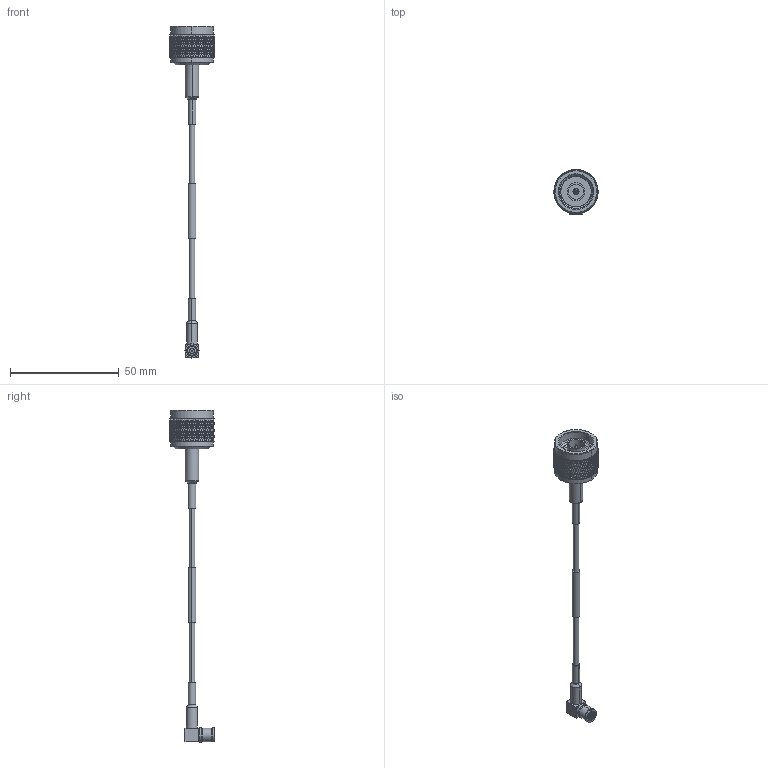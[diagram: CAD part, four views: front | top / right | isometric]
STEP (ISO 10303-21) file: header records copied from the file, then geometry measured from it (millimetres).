
FILE_DESCRIPTION (( 'STEP AP214' ), '1' );
FILE_NAME ('FMC00479.step', '2021-04-29T22:00:50', ( '' ), ( '' ), 'SwSTEP 2.0', 'SolidWorks 2020', '' );
FILE_SCHEMA (( 'AUTOMOTIVE_DESIGN' ));
Length unit declared in the file: inch
Products named in the file (5): RG316^FMC00479_RG316U; SC8846^FMC00479_Heat Shrink; Center label^FMC00479; SC9124^FMC00479_Heat Shrink; FMC00479
Assembly tree (4 placements, depth 2):
  FMC00479
    RG316^FMC00479_RG316U
    Center label^FMC00479
    SC9124^FMC00479_Heat Shrink
    SC8846^FMC00479_Heat Shrink
Bounding box: 20.32 x 20.38 x 152.82 mm (x, y, z)
Volume: 5857.5 mm3; surface area: 5862.6 mm2
Topology: 7 solids, 7 shells, 2420 faces, 5178 edges, 2785 vertices
Faces by surface type: bspline 1799, cylinder 511, plane 63, cone 29, torus 18
Entity records: 93656 total; most frequent: CARTESIAN_POINT 61226, ORIENTED_EDGE 10356, EDGE_CURVE 5178, VERTEX_POINT 2785, EDGE_LOOP 2435, ADVANCED_FACE 2420, FACE_OUTER_BOUND 2420, DIRECTION 2121
